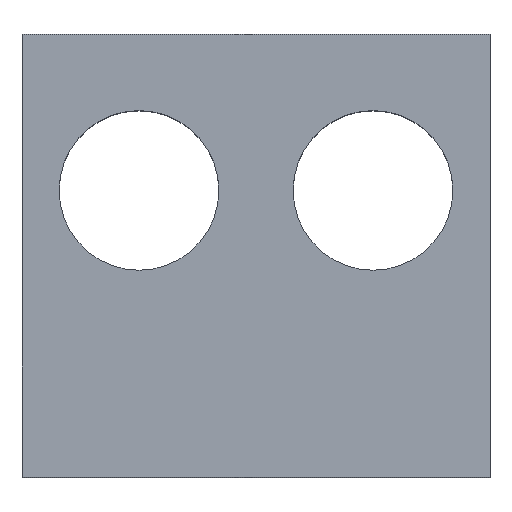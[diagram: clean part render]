
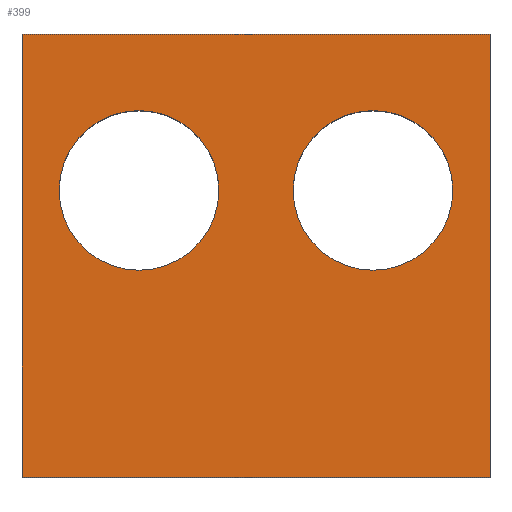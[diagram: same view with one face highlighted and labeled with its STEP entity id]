
A CAD part, top view. The second image highlights one B-rep face of the part: STEP entity #399.
In plain terms, the highlighted planar face has unit normal (0, 0, 1).
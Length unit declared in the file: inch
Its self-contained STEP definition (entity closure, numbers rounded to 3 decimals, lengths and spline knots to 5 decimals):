
#1 = VERTEX_POINT ( 'NONE', #440 ) ;
#5 = EDGE_CURVE ( 'NONE', #407, #640, #659, .T. ) ;
#8 = CIRCLE ( 'NONE', #405, 0.25591 ) ;
#19 = ORIENTED_EDGE ( 'NONE', *, *, #605, .T. ) ;
#31 = CARTESIAN_POINT ( 'NONE',  ( 0.375, 1., 0.375 ) ) ;
#34 = DIRECTION ( 'NONE',  ( 0., 0., 1. ) ) ;
#38 = EDGE_LOOP ( 'NONE', ( #65, #112 ) ) ;
#56 = FACE_BOUND ( 'NONE', #38, .T. ) ;
#63 = CARTESIAN_POINT ( 'NONE',  ( 0.75, 1.5, 0.375 ) ) ;
#65 = ORIENTED_EDGE ( 'NONE', *, *, #313, .F. ) ;
#70 = AXIS2_PLACEMENT_3D ( 'NONE', #31, #500, #136 ) ;
#93 = CARTESIAN_POINT ( 'NONE',  ( 0.63091, 1., 0.375 ) ) ;
#112 = ORIENTED_EDGE ( 'NONE', *, *, #666, .F. ) ;
#116 = LINE ( 'NONE', #205, #356 ) ;
#128 = EDGE_LOOP ( 'NONE', ( #454, #603 ) ) ;
#136 = DIRECTION ( 'NONE',  ( 1., 0., 0. ) ) ;
#163 = VERTEX_POINT ( 'NONE', #655 ) ;
#182 = CARTESIAN_POINT ( 'NONE',  ( -0.75, 1.5, 0.375 ) ) ;
#190 = VECTOR ( 'NONE', #231, 39.37008 ) ;
#200 = VERTEX_POINT ( 'NONE', #93 ) ;
#201 = AXIS2_PLACEMENT_3D ( 'NONE', #371, #34, #232 ) ;
#205 = CARTESIAN_POINT ( 'NONE',  ( 0.75, 1.5, 0.375 ) ) ;
#207 = FACE_OUTER_BOUND ( 'NONE', #270, .T. ) ;
#222 = CARTESIAN_POINT ( 'NONE',  ( 0.75, 0.08072, 0.375 ) ) ;
#231 = DIRECTION ( 'NONE',  ( -1., 0., 0. ) ) ;
#232 = DIRECTION ( 'NONE',  ( 1., 0., 0. ) ) ;
#252 = CIRCLE ( 'NONE', #424, 0.25591 ) ;
#253 = ORIENTED_EDGE ( 'NONE', *, *, #411, .F. ) ;
#254 = PLANE ( 'NONE',  #505 ) ;
#270 = EDGE_LOOP ( 'NONE', ( #593, #19, #253, #475 ) ) ;
#302 = CARTESIAN_POINT ( 'NONE',  ( 0.75, 1.5, 0.375 ) ) ;
#311 = DIRECTION ( 'NONE',  ( 0., -1., 0. ) ) ;
#313 = EDGE_CURVE ( 'NONE', #564, #163, #365, .T. ) ;
#334 = DIRECTION ( 'NONE',  ( 1., 0., 0. ) ) ;
#336 = VERTEX_POINT ( 'NONE', #499 ) ;
#339 = DIRECTION ( 'NONE',  ( 0., 0., 1. ) ) ;
#341 = CIRCLE ( 'NONE', #70, 0.25591 ) ;
#352 = CARTESIAN_POINT ( 'NONE',  ( -0.11909, 1., 0.375 ) ) ;
#356 = VECTOR ( 'NONE', #311, 39.37008 ) ;
#363 = DIRECTION ( 'NONE',  ( 0., 1., 0. ) ) ;
#365 = CIRCLE ( 'NONE', #201, 0.25591 ) ;
#371 = CARTESIAN_POINT ( 'NONE',  ( -0.375, 1., 0.375 ) ) ;
#382 = CARTESIAN_POINT ( 'NONE',  ( -0.75, 1.5, 0.375 ) ) ;
#387 = CARTESIAN_POINT ( 'NONE',  ( -0.375, 1., 0.375 ) ) ;
#399 = ADVANCED_FACE ( 'NONE', ( #56, #518, #207 ), #254, .F. ) ;
#405 = AXIS2_PLACEMENT_3D ( 'NONE', #387, #339, #334 ) ;
#406 = VECTOR ( 'NONE', #491, 39.37008 ) ;
#407 = VERTEX_POINT ( 'NONE', #63 ) ;
#411 = EDGE_CURVE ( 'NONE', #407, #488, #116, .T. ) ;
#424 = AXIS2_PLACEMENT_3D ( 'NONE', #551, #608, #547 ) ;
#426 = DIRECTION ( 'NONE',  ( 0., -1., 0. ) ) ;
#440 = CARTESIAN_POINT ( 'NONE',  ( 0.11909, 1., 0.375 ) ) ;
#451 = EDGE_CURVE ( 'NONE', #200, #1, #341, .T. ) ;
#454 = ORIENTED_EDGE ( 'NONE', *, *, #451, .F. ) ;
#475 = ORIENTED_EDGE ( 'NONE', *, *, #5, .T. ) ;
#488 = VERTEX_POINT ( 'NONE', #222 ) ;
#489 = EDGE_CURVE ( 'NONE', #1, #200, #252, .T. ) ;
#491 = DIRECTION ( 'NONE',  ( 1., 0., 0. ) ) ;
#498 = CARTESIAN_POINT ( 'NONE',  ( 0.75, 1.5, 0.375 ) ) ;
#499 = CARTESIAN_POINT ( 'NONE',  ( -0.75, 0.08072, 0.375 ) ) ;
#500 = DIRECTION ( 'NONE',  ( 0., 0., 1. ) ) ;
#505 = AXIS2_PLACEMENT_3D ( 'NONE', #302, #612, #363 ) ;
#506 = VECTOR ( 'NONE', #426, 39.37008 ) ;
#518 = FACE_BOUND ( 'NONE', #128, .T. ) ;
#541 = LINE ( 'NONE', #634, #406 ) ;
#547 = DIRECTION ( 'NONE',  ( 1., 0., 0. ) ) ;
#551 = CARTESIAN_POINT ( 'NONE',  ( 0.375, 1., 0.375 ) ) ;
#564 = VERTEX_POINT ( 'NONE', #352 ) ;
#593 = ORIENTED_EDGE ( 'NONE', *, *, #595, .T. ) ;
#595 = EDGE_CURVE ( 'NONE', #640, #336, #652, .T. ) ;
#603 = ORIENTED_EDGE ( 'NONE', *, *, #489, .F. ) ;
#605 = EDGE_CURVE ( 'NONE', #336, #488, #541, .T. ) ;
#608 = DIRECTION ( 'NONE',  ( 0., 0., 1. ) ) ;
#612 = DIRECTION ( 'NONE',  ( 0., 0., -1. ) ) ;
#634 = CARTESIAN_POINT ( 'NONE',  ( -0.75, 0.08072, 0.375 ) ) ;
#640 = VERTEX_POINT ( 'NONE', #182 ) ;
#652 = LINE ( 'NONE', #382, #506 ) ;
#655 = CARTESIAN_POINT ( 'NONE',  ( -0.63091, 1., 0.375 ) ) ;
#659 = LINE ( 'NONE', #498, #190 ) ;
#666 = EDGE_CURVE ( 'NONE', #163, #564, #8, .T. ) ;
